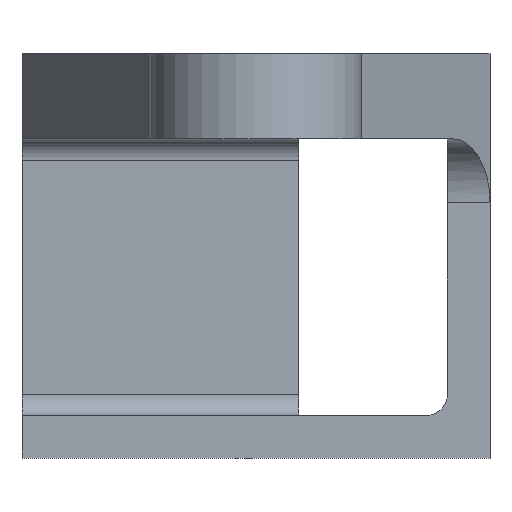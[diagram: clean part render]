
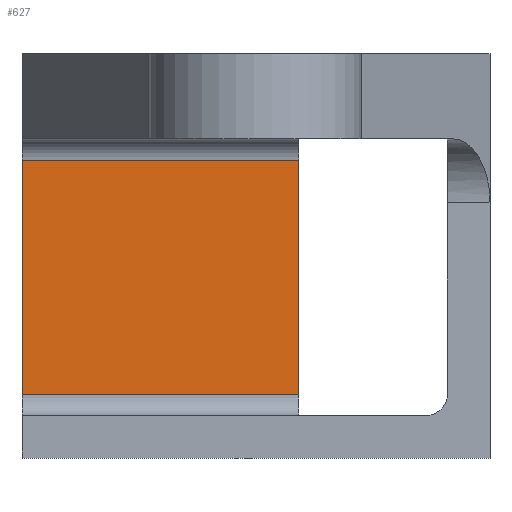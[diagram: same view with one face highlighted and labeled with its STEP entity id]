
A CAD part, front view. The second image highlights one B-rep face of the part: STEP entity #627.
In plain terms, the highlighted planar face has unit normal (0, -1, 0).
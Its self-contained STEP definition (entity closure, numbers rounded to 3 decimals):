
#71=FACE_OUTER_BOUND('',#103,.T.);
#103=EDGE_LOOP('',(#481,#482,#483,#484));
#158=LINE('',#1007,#226);
#160=LINE('',#1013,#228);
#161=LINE('',#1015,#229);
#162=LINE('',#1016,#230);
#226=VECTOR('',#812,10.);
#228=VECTOR('',#818,10.);
#229=VECTOR('',#819,10.);
#230=VECTOR('',#820,10.);
#301=VERTEX_POINT('',#1004);
#302=VERTEX_POINT('',#1006);
#304=VERTEX_POINT('',#1012);
#305=VERTEX_POINT('',#1014);
#371=EDGE_CURVE('',#301,#302,#158,.T.);
#374=EDGE_CURVE('',#301,#304,#160,.T.);
#375=EDGE_CURVE('',#305,#304,#161,.T.);
#376=EDGE_CURVE('',#302,#305,#162,.T.);
#481=ORIENTED_EDGE('',*,*,#371,.F.);
#482=ORIENTED_EDGE('',*,*,#374,.T.);
#483=ORIENTED_EDGE('',*,*,#375,.F.);
#484=ORIENTED_EDGE('',*,*,#376,.F.);
#602=PLANE('',#695);
#627=ADVANCED_FACE('',(#71),#602,.F.);
#695=AXIS2_PLACEMENT_3D('',#1011,#816,#817);
#812=DIRECTION('',(-1.,0.,0.));
#816=DIRECTION('center_axis',(0.,1.,0.));
#817=DIRECTION('ref_axis',(-1.,0.,0.));
#818=DIRECTION('',(0.,0.,1.));
#819=DIRECTION('',(1.,0.,0.));
#820=DIRECTION('',(0.,0.,1.));
#1004=CARTESIAN_POINT('',(2.,5.,3.));
#1006=CARTESIAN_POINT('',(-11.,5.,3.));
#1007=CARTESIAN_POINT('',(5.5,5.,3.));
#1011=CARTESIAN_POINT('Origin',(11.,5.,0.));
#1012=CARTESIAN_POINT('',(2.,5.,14.));
#1013=CARTESIAN_POINT('',(2.,5.,1.));
#1014=CARTESIAN_POINT('',(-11.,5.,14.));
#1015=CARTESIAN_POINT('',(10.5,5.,14.));
#1016=CARTESIAN_POINT('',(-11.,5.,0.));
